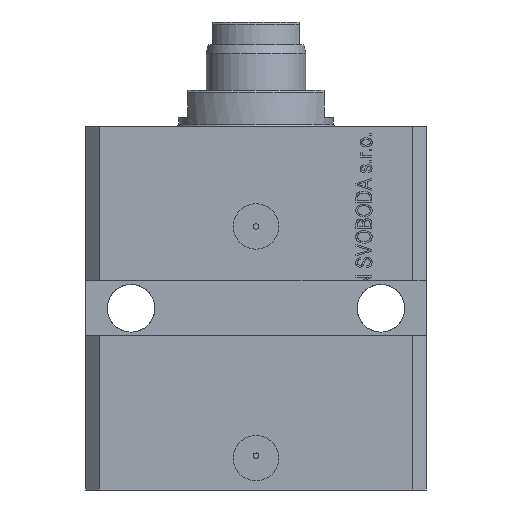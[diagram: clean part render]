
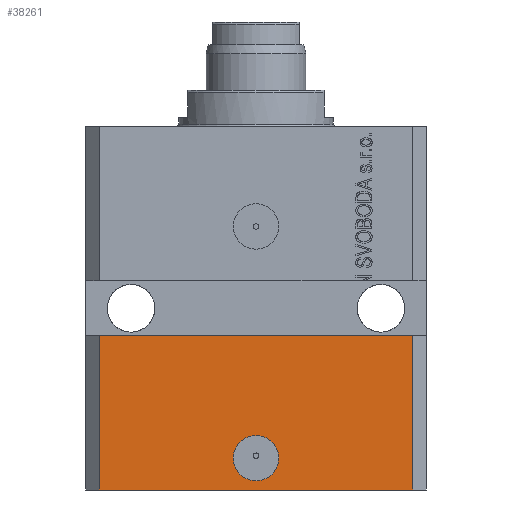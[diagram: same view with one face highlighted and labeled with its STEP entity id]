
A CAD part, front view. The second image highlights one B-rep face of the part: STEP entity #38261.
In plain terms, the highlighted planar face has unit normal (0, -1, 0).
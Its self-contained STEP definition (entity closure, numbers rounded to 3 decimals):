
#57 = AXIS2_PLACEMENT_3D ( 'NONE', #37444, #23475, #1932 ) ;
#893 = EDGE_CURVE ( 'NONE', #21298, #22198, #42517, .T. ) ;
#998 = CARTESIAN_POINT ( 'NONE',  ( -34.5, -27.5, -80. ) ) ;
#1932 = DIRECTION ( 'NONE',  ( 1., 0., 0. ) ) ;
#2950 = EDGE_CURVE ( 'NONE', #14207, #32096, #34094, .T. ) ;
#4971 = CARTESIAN_POINT ( 'NONE',  ( -34.5, -27.5, -80. ) ) ;
#5328 = EDGE_CURVE ( 'NONE', #21298, #34619, #38150, .T. ) ;
#5649 = ORIENTED_EDGE ( 'NONE', *, *, #39212, .T. ) ;
#5728 = CARTESIAN_POINT ( 'NONE',  ( -34.5, -27.5, -80. ) ) ;
#6340 = ORIENTED_EDGE ( 'NONE', *, *, #23097, .F. ) ;
#10093 = DIRECTION ( 'NONE',  ( 1., 0., 0. ) ) ;
#10886 = EDGE_LOOP ( 'NONE', ( #17153, #28119, #22349, #5649 ) ) ;
#13863 = CARTESIAN_POINT ( 'NONE',  ( 34.5, -27.5, -46. ) ) ;
#14207 = VERTEX_POINT ( 'NONE', #25752 ) ;
#14415 = DIRECTION ( 'NONE',  ( 0., 0., -1. ) ) ;
#14516 = VECTOR ( 'NONE', #10093, 1000. ) ;
#16411 = LINE ( 'NONE', #24196, #40066 ) ;
#16613 = CARTESIAN_POINT ( 'NONE',  ( 34.5, -27.5, -80. ) ) ;
#16989 = LINE ( 'NONE', #46087, #43504 ) ;
#17153 = ORIENTED_EDGE ( 'NONE', *, *, #25800, .F. ) ;
#21298 = VERTEX_POINT ( 'NONE', #998 ) ;
#22198 = VERTEX_POINT ( 'NONE', #16613 ) ;
#22349 = ORIENTED_EDGE ( 'NONE', *, *, #893, .T. ) ;
#23097 = EDGE_CURVE ( 'NONE', #32096, #14207, #25717, .T. ) ;
#23475 = DIRECTION ( 'NONE',  ( 0., -1., 0. ) ) ;
#23528 = DIRECTION ( 'NONE',  ( 1., 0., 0. ) ) ;
#24196 = CARTESIAN_POINT ( 'NONE',  ( -37.5, -27.5, -46. ) ) ;
#24462 = DIRECTION ( 'NONE',  ( 0., -1., 0. ) ) ;
#24550 = DIRECTION ( 'NONE',  ( 0., 0., 1. ) ) ;
#24940 = EDGE_LOOP ( 'NONE', ( #6340, #30739 ) ) ;
#25717 = CIRCLE ( 'NONE', #43851, 5. ) ;
#25752 = CARTESIAN_POINT ( 'NONE',  ( -5., -27.5, -73. ) ) ;
#25800 = EDGE_CURVE ( 'NONE', #34619, #32590, #16411, .T. ) ;
#27081 = CARTESIAN_POINT ( 'NONE',  ( 0., -27.5, -73. ) ) ;
#27980 = DIRECTION ( 'NONE',  ( 1., 0., 0. ) ) ;
#28119 = ORIENTED_EDGE ( 'NONE', *, *, #5328, .F. ) ;
#28851 = VECTOR ( 'NONE', #31057, 1000. ) ;
#30739 = ORIENTED_EDGE ( 'NONE', *, *, #2950, .F. ) ;
#31057 = DIRECTION ( 'NONE',  ( 0., 0., 1. ) ) ;
#31335 = CARTESIAN_POINT ( 'NONE',  ( -34.5, -27.5, -46. ) ) ;
#32096 = VERTEX_POINT ( 'NONE', #41973 ) ;
#32590 = VERTEX_POINT ( 'NONE', #13863 ) ;
#33099 = FACE_BOUND ( 'NONE', #24940, .T. ) ;
#34094 = CIRCLE ( 'NONE', #57, 5. ) ;
#34619 = VERTEX_POINT ( 'NONE', #31335 ) ;
#35714 = PLANE ( 'NONE',  #44225 ) ;
#37444 = CARTESIAN_POINT ( 'NONE',  ( 0., -27.5, -73. ) ) ;
#38150 = LINE ( 'NONE', #5728, #28851 ) ;
#38261 = ADVANCED_FACE ( 'NONE', ( #33099, #43512 ), #35714, .T. ) ;
#39212 = EDGE_CURVE ( 'NONE', #22198, #32590, #16989, .T. ) ;
#40066 = VECTOR ( 'NONE', #27980, 1000. ) ;
#41973 = CARTESIAN_POINT ( 'NONE',  ( 5., -27.5, -73. ) ) ;
#42517 = LINE ( 'NONE', #4971, #14516 ) ;
#43504 = VECTOR ( 'NONE', #24550, 1000. ) ;
#43512 = FACE_OUTER_BOUND ( 'NONE', #10886, .T. ) ;
#43851 = AXIS2_PLACEMENT_3D ( 'NONE', #27081, #24462, #23528 ) ;
#44225 = AXIS2_PLACEMENT_3D ( 'NONE', #46830, #46600, #14415 ) ;
#46087 = CARTESIAN_POINT ( 'NONE',  ( 34.5, -27.5, -80. ) ) ;
#46600 = DIRECTION ( 'NONE',  ( 0., -1., 0. ) ) ;
#46830 = CARTESIAN_POINT ( 'NONE',  ( -34.5, -27.5, -80. ) ) ;
